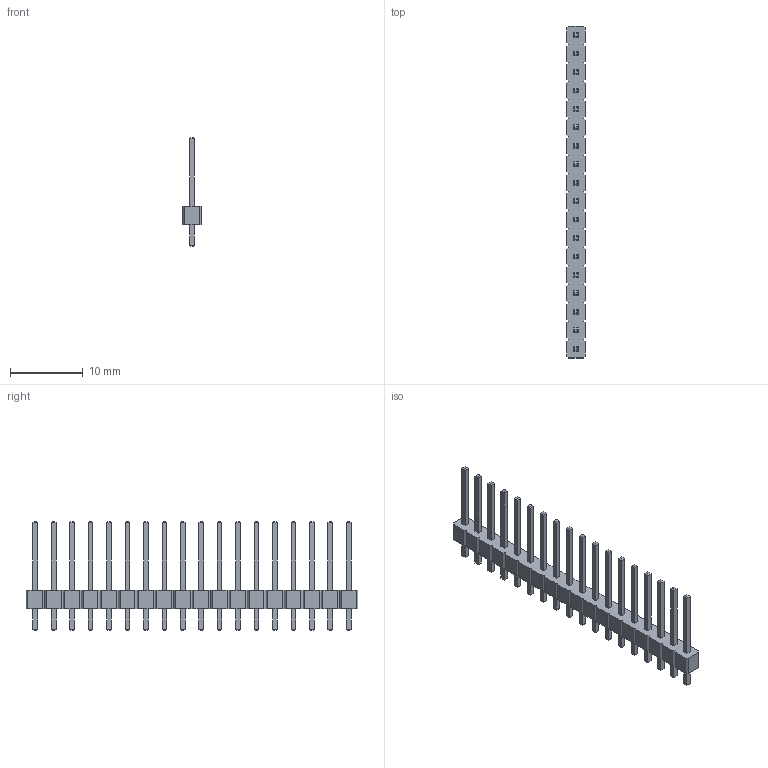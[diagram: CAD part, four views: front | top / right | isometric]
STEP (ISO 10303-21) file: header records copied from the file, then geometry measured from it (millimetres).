
FILE_DESCRIPTION(/* description */ (''),/* implementation_level */ '2;1');
FILE_NAME(/* name */ 'PinHeader_1x18_P2.54mm_Vertical.step',/* time_stamp */ '2024-08-29T02:08:01+02:00',/* author */ (''),/* organization */ (''),/* preprocessor_version */ 'ST-DEVELOPER v20',/* originating_system */ 'Autodesk Translation Framework v13.14.0.145',/* authorisation */ '');
FILE_SCHEMA (('AUTOMOTIVE_DESIGN { 1 0 10303 214 3 1 1 }'));
Length unit declared in the file: millimetre
Products named in the file (1): PinHeader_1x18_P2.54mm_Vertical
Bounding box: 2.54 x 45.72 x 15 mm (x, y, z)
Volume: 379.9 mm3; surface area: 1053.4 mm2
Topology: 1 solids, 1 shells, 436 faces, 1050 edges, 652 vertices
Faces by surface type: plane 436
Entity records: 12381 total; most frequent: CARTESIAN_POINT 2139, ORIENTED_EDGE 2100, DIRECTION 1924, LINE 1050, VECTOR 1050, EDGE_CURVE 1050, VERTEX_POINT 652, EDGE_LOOP 472
